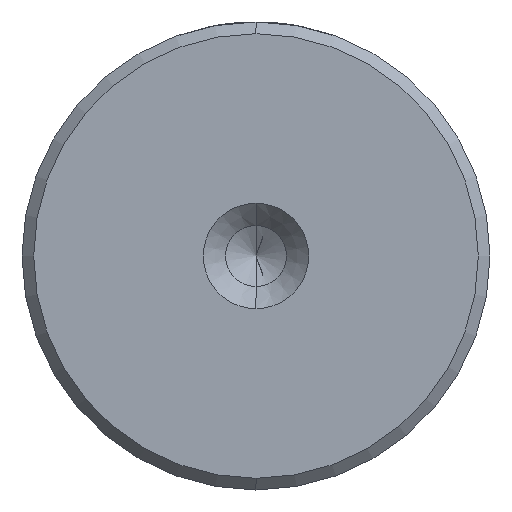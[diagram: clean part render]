
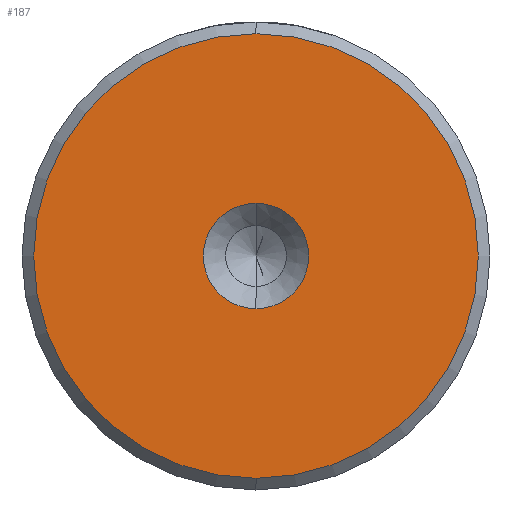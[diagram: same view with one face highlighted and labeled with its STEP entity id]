
A CAD part, left-side view. The second image highlights one B-rep face of the part: STEP entity #187.
In plain terms, the highlighted planar face has unit normal (-1, 0, 0).
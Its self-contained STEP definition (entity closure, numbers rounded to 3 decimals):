
#69 = DIRECTION ( 'NONE',  ( -1., 0., 0. ) ) ;
#181 = EDGE_CURVE ( 'NONE', #2195, #1890, #1718, .T. ) ;
#187 = ADVANCED_FACE ( 'NONE', ( #872, #1268 ), #2054, .T. ) ;
#237 = CARTESIAN_POINT ( 'NONE',  ( 0., 0., 2.25 ) ) ;
#336 = DIRECTION ( 'NONE',  ( -1., 0., 0. ) ) ;
#502 = DIRECTION ( 'NONE',  ( -1., 0., 0. ) ) ;
#731 = CARTESIAN_POINT ( 'NONE',  ( 0., 0., -2.25 ) ) ;
#781 = AXIS2_PLACEMENT_3D ( 'NONE', #1940, #1926, #1918 ) ;
#809 = CIRCLE ( 'NONE', #1812, 2.25 ) ;
#856 = VERTEX_POINT ( 'NONE', #731 ) ;
#858 = EDGE_LOOP ( 'NONE', ( #1507, #1942 ) ) ;
#872 = FACE_OUTER_BOUND ( 'NONE', #1352, .T. ) ;
#1022 = CIRCLE ( 'NONE', #2135, 9.5 ) ;
#1124 = AXIS2_PLACEMENT_3D ( 'NONE', #2035, #1914, #1907 ) ;
#1139 = CARTESIAN_POINT ( 'NONE',  ( 0., 0., 0. ) ) ;
#1189 = CARTESIAN_POINT ( 'NONE',  ( 0., 0., -9.5 ) ) ;
#1267 = VERTEX_POINT ( 'NONE', #237 ) ;
#1268 = FACE_BOUND ( 'NONE', #858, .T. ) ;
#1296 = CIRCLE ( 'NONE', #1504, 2.25 ) ;
#1309 = DIRECTION ( 'NONE',  ( 0., 0., 1. ) ) ;
#1352 = EDGE_LOOP ( 'NONE', ( #2028, #1674 ) ) ;
#1364 = CARTESIAN_POINT ( 'NONE',  ( 0., 0., 0. ) ) ;
#1441 = EDGE_CURVE ( 'NONE', #1890, #2195, #1022, .T. ) ;
#1504 = AXIS2_PLACEMENT_3D ( 'NONE', #1364, #336, #1533 ) ;
#1507 = ORIENTED_EDGE ( 'NONE', *, *, #2257, .F. ) ;
#1511 = CARTESIAN_POINT ( 'NONE',  ( 0., 0., 0. ) ) ;
#1533 = DIRECTION ( 'NONE',  ( 0., 0., 1. ) ) ;
#1668 = CARTESIAN_POINT ( 'NONE',  ( 0., 0., 9.5 ) ) ;
#1674 = ORIENTED_EDGE ( 'NONE', *, *, #181, .T. ) ;
#1689 = DIRECTION ( 'NONE',  ( 0., 0., 1. ) ) ;
#1718 = CIRCLE ( 'NONE', #781, 9.5 ) ;
#1812 = AXIS2_PLACEMENT_3D ( 'NONE', #1511, #502, #1689 ) ;
#1890 = VERTEX_POINT ( 'NONE', #1189 ) ;
#1907 = DIRECTION ( 'NONE',  ( 0., 0., 1. ) ) ;
#1908 = EDGE_CURVE ( 'NONE', #856, #1267, #1296, .T. ) ;
#1914 = DIRECTION ( 'NONE',  ( -1., 0., 0. ) ) ;
#1918 = DIRECTION ( 'NONE',  ( 0., 0., 1. ) ) ;
#1926 = DIRECTION ( 'NONE',  ( -1., 0., 0. ) ) ;
#1940 = CARTESIAN_POINT ( 'NONE',  ( 0., 0., 0. ) ) ;
#1942 = ORIENTED_EDGE ( 'NONE', *, *, #1908, .F. ) ;
#2028 = ORIENTED_EDGE ( 'NONE', *, *, #1441, .T. ) ;
#2035 = CARTESIAN_POINT ( 'NONE',  ( 0., 0., 0. ) ) ;
#2054 = PLANE ( 'NONE',  #1124 ) ;
#2135 = AXIS2_PLACEMENT_3D ( 'NONE', #1139, #69, #1309 ) ;
#2195 = VERTEX_POINT ( 'NONE', #1668 ) ;
#2257 = EDGE_CURVE ( 'NONE', #1267, #856, #809, .T. ) ;
